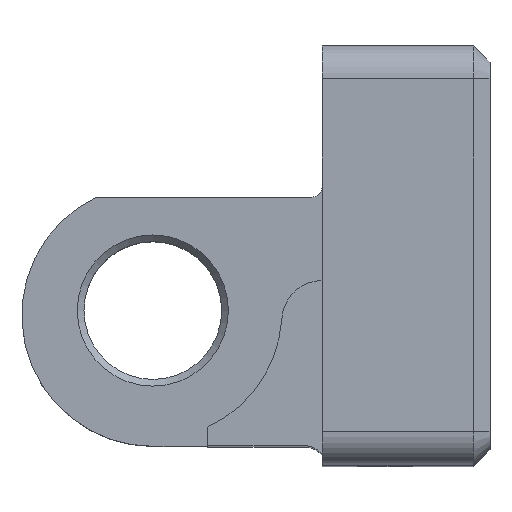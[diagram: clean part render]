
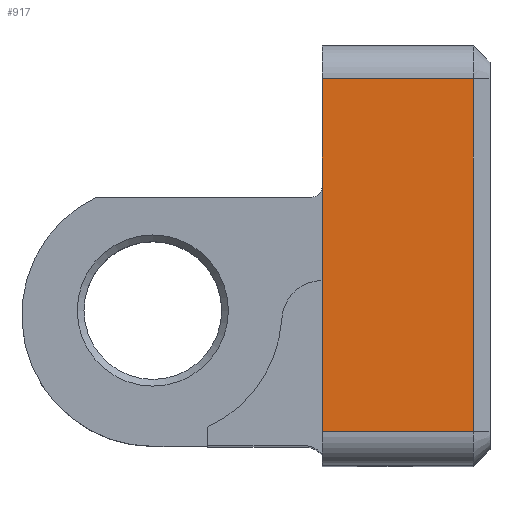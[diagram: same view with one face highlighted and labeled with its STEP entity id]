
A CAD part, top view. The second image highlights one B-rep face of the part: STEP entity #917.
In plain terms, the highlighted planar face has unit normal (0, 0, 1).
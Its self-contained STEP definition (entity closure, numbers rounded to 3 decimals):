
#36=PLANE('',#995);
#71=FACE_OUTER_BOUND('',#124,.T.);
#124=EDGE_LOOP('',(#692,#693,#694,#695));
#210=LINE('',#1352,#305);
#223=LINE('',#1384,#318);
#249=LINE('',#1449,#344);
#250=LINE('',#1451,#345);
#305=VECTOR('',#1073,10.);
#318=VECTOR('',#1094,10.);
#344=VECTOR('',#1156,10.);
#345=VECTOR('',#1159,10.);
#403=VERTEX_POINT('',#1349);
#404=VERTEX_POINT('',#1351);
#418=VERTEX_POINT('',#1381);
#419=VERTEX_POINT('',#1383);
#489=EDGE_CURVE('',#404,#403,#210,.T.);
#505=EDGE_CURVE('',#418,#419,#223,.T.);
#539=EDGE_CURVE('',#419,#403,#249,.T.);
#540=EDGE_CURVE('',#404,#418,#250,.T.);
#692=ORIENTED_EDGE('',*,*,#505,.F.);
#693=ORIENTED_EDGE('',*,*,#540,.F.);
#694=ORIENTED_EDGE('',*,*,#489,.T.);
#695=ORIENTED_EDGE('',*,*,#539,.F.);
#917=ADVANCED_FACE('',(#71),#36,.T.);
#995=AXIS2_PLACEMENT_3D('',#1450,#1157,#1158);
#1073=DIRECTION('',(0.,-1.,0.));
#1094=DIRECTION('',(0.,-1.,0.));
#1156=DIRECTION('',(-1.,0.,0.));
#1157=DIRECTION('center_axis',(0.,0.,1.));
#1158=DIRECTION('ref_axis',(1.,0.,0.));
#1159=DIRECTION('',(1.,0.,0.));
#1349=CARTESIAN_POINT('',(67.505,123.872,87.001));
#1351=CARTESIAN_POINT('',(67.505,134.372,87.001));
#1352=CARTESIAN_POINT('',(67.505,132.622,87.001));
#1381=CARTESIAN_POINT('',(72.005,134.372,87.001));
#1383=CARTESIAN_POINT('',(72.005,123.872,87.001));
#1384=CARTESIAN_POINT('',(72.005,126.122,87.001));
#1449=CARTESIAN_POINT('',(70.097,123.872,87.001));
#1450=CARTESIAN_POINT('Origin',(70.005,129.372,87.001));
#1451=CARTESIAN_POINT('',(71.255,134.372,87.001));
